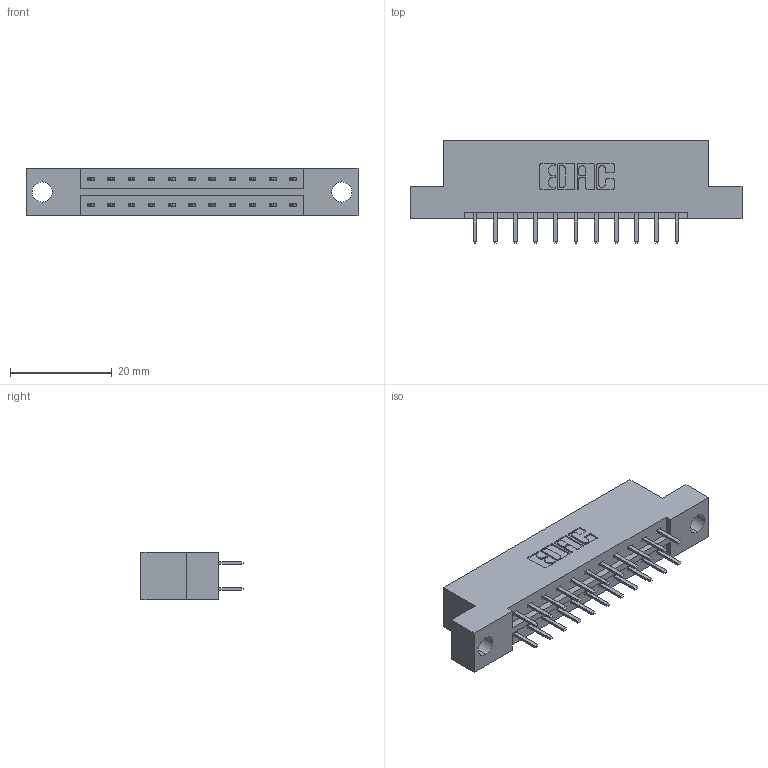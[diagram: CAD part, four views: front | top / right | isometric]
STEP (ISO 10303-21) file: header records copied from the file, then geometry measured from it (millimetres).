
FILE_DESCRIPTION (( 'STEP AP203' ), '1' );
FILE_NAME ('833-022-520-204.STEP', '2020-06-01T15:58:23', ( '' ), ( '' ), 'SwSTEP 2.0', 'SolidWorks 2020', '' );
FILE_SCHEMA (( 'CONFIG_CONTROL_DESIGN' ));
Length unit declared in the file: inch
Products named in the file (3): 833-022-520-204; 833 Part_Flush - .156 Dia - TH; 345-292-001_345-293-120
Assembly tree (23 placements, depth 2):
  833-022-520-204
    833 Part_Flush - .156 Dia - TH
    345-292-001_345-293-120  x22
Bounding box: 65.13 x 20.02 x 9.4 mm (x, y, z)
Volume: 6261.5 mm3; surface area: 6843.4 mm2
Topology: 23 solids, 23 shells, 1346 faces, 3897 edges, 2538 vertices
Faces by surface type: plane 906, cylinder 440
Entity records: 11203 total; most frequent: CARTESIAN_POINT 1906, ORIENTED_EDGE 1830, DIRECTION 1671, EDGE_CURVE 915, LINE 783, VECTOR 783, VERTEX_POINT 606, AXIS2_PLACEMENT_3D 444
